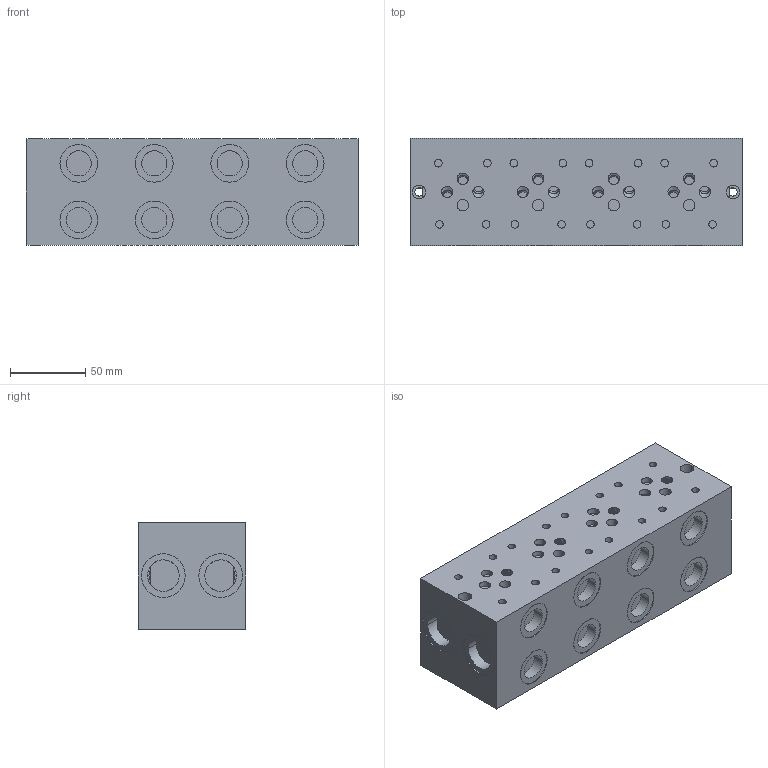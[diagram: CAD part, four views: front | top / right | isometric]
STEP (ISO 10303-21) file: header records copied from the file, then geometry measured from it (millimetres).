
FILE_DESCRIPTION( ( 'STEP AP214' ), '1' );
FILE_NAME( 'tmp0.step', '2009-03-30T09:05:29', ( ' ' ), ( ' ' ), 'XStep 1.0', ' ', ' ' );
FILE_SCHEMA( ( 'automotive_design' ) );
Length unit declared in the file: millimetre
Products named in the file (1): 1
Bounding box: 220 x 71 x 70.5 mm (x, y, z)
Volume: 1058684.1 mm3; surface area: 88471 mm2
Topology: 1 solids, 1 shells, 322 faces, 760 edges, 500 vertices
Faces by surface type: cylinder 168, plane 102, cone 52
Entity records: 19122 total; most frequent: CARTESIAN_POINT 2608, DIRECTION 1682, STYLED_ITEM 1583, PRESENTATION_STYLE_ASSIGNMENT 1583, COLOUR_RGB 1583, ORIENTED_EDGE 1520, EDGE_CURVE 760, CURVE_STYLE 760
